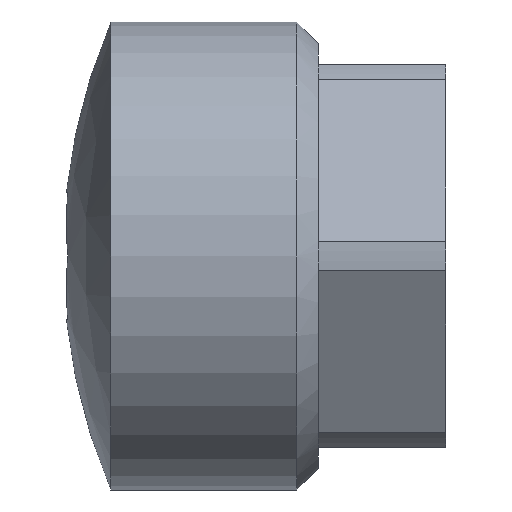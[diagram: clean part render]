
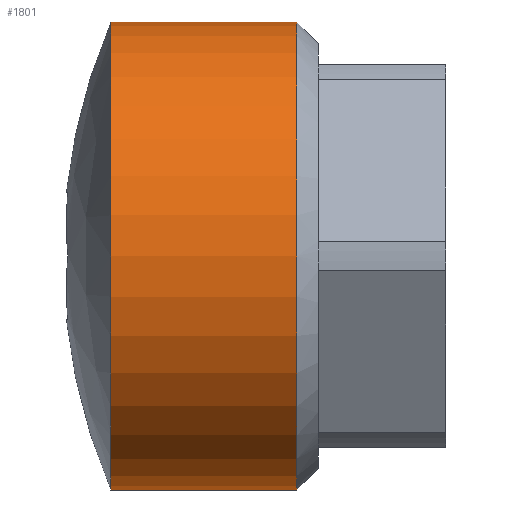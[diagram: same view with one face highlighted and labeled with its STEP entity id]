
A CAD part, left-side view. The second image highlights one B-rep face of the part: STEP entity #1801.
In plain terms, the highlighted cylindrical face has radius 5.499 mm (diameter 10.998 mm), a partial arc.
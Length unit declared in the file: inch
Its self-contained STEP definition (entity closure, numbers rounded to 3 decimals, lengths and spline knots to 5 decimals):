
#15 = EDGE_CURVE ( 'NONE', #1145, #273, #2511, .T. ) ;
#124 = AXIS2_PLACEMENT_3D ( 'NONE', #902, #2766, #742 ) ;
#125 = CARTESIAN_POINT ( 'NONE',  ( 0., 0., 0.2165 ) ) ;
#132 = EDGE_CURVE ( 'NONE', #1884, #273, #1153, .T. ) ;
#171 = CIRCLE ( 'NONE', #2855, 0.2165 ) ;
#273 = VERTEX_POINT ( 'NONE', #1449 ) ;
#333 = EDGE_CURVE ( 'NONE', #956, #1884, #352, .T. ) ;
#350 = EDGE_CURVE ( 'NONE', #956, #1145, #171, .T. ) ;
#352 = LINE ( 'NONE', #125, #500 ) ;
#372 = DIRECTION ( 'NONE',  ( 0., -1., 0. ) ) ;
#500 = VECTOR ( 'NONE', #1030, 39.37008 ) ;
#589 = CARTESIAN_POINT ( 'NONE',  ( 0., 0.3096, 0.2165 ) ) ;
#728 = CARTESIAN_POINT ( 'NONE',  ( 0., 0., -0.2165 ) ) ;
#742 = DIRECTION ( 'NONE',  ( 0., 0., -1. ) ) ;
#902 = CARTESIAN_POINT ( 'NONE',  ( 0., 0.1375, 0. ) ) ;
#951 = ORIENTED_EDGE ( 'NONE', *, *, #350, .T. ) ;
#956 = VERTEX_POINT ( 'NONE', #589 ) ;
#1020 = CYLINDRICAL_SURFACE ( 'NONE', #2733, 0.2165 ) ;
#1030 = DIRECTION ( 'NONE',  ( 0., -1., 0. ) ) ;
#1078 = CARTESIAN_POINT ( 'NONE',  ( 0., 0.3096, -0.2165 ) ) ;
#1145 = VERTEX_POINT ( 'NONE', #1078 ) ;
#1153 = CIRCLE ( 'NONE', #124, 0.2165 ) ;
#1204 = VECTOR ( 'NONE', #1821, 39.37008 ) ;
#1264 = DIRECTION ( 'NONE',  ( 0., 0., -1. ) ) ;
#1449 = CARTESIAN_POINT ( 'NONE',  ( 0., 0.1375, -0.2165 ) ) ;
#1455 = CARTESIAN_POINT ( 'NONE',  ( 0., 0., 0. ) ) ;
#1693 = EDGE_LOOP ( 'NONE', ( #2280, #951, #2127, #2000 ) ) ;
#1801 = ADVANCED_FACE ( 'NONE', ( #2844 ), #1020, .T. ) ;
#1821 = DIRECTION ( 'NONE',  ( 0., -1., 0. ) ) ;
#1884 = VERTEX_POINT ( 'NONE', #2182 ) ;
#2000 = ORIENTED_EDGE ( 'NONE', *, *, #132, .F. ) ;
#2127 = ORIENTED_EDGE ( 'NONE', *, *, #15, .T. ) ;
#2182 = CARTESIAN_POINT ( 'NONE',  ( 0., 0.1375, 0.2165 ) ) ;
#2189 = CARTESIAN_POINT ( 'NONE',  ( 0., 0.3096, 0. ) ) ;
#2280 = ORIENTED_EDGE ( 'NONE', *, *, #333, .F. ) ;
#2413 = DIRECTION ( 'NONE',  ( 0., 0., -1. ) ) ;
#2456 = DIRECTION ( 'NONE',  ( 0., -1., 0. ) ) ;
#2511 = LINE ( 'NONE', #728, #1204 ) ;
#2733 = AXIS2_PLACEMENT_3D ( 'NONE', #1455, #372, #1264 ) ;
#2766 = DIRECTION ( 'NONE',  ( 0., -1., 0. ) ) ;
#2844 = FACE_OUTER_BOUND ( 'NONE', #1693, .T. ) ;
#2855 = AXIS2_PLACEMENT_3D ( 'NONE', #2189, #2456, #2413 ) ;
